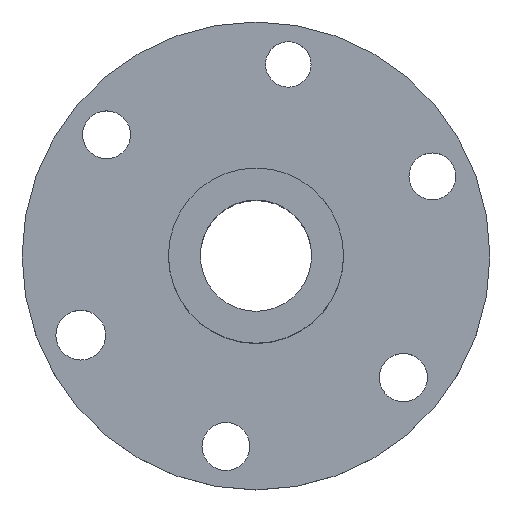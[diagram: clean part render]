
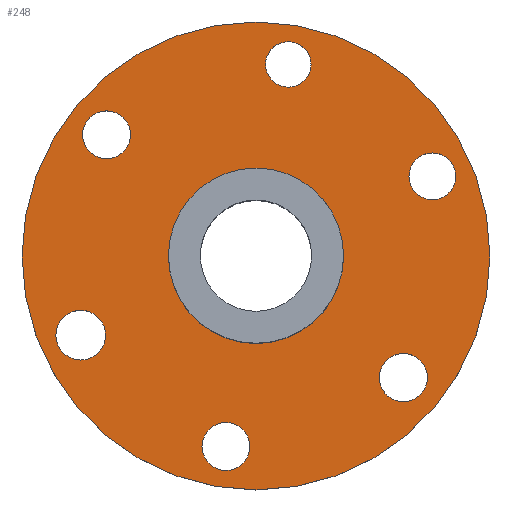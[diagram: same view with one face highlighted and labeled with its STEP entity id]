
A CAD part, top view. The second image highlights one B-rep face of the part: STEP entity #248.
In plain terms, the highlighted planar face has unit normal (0, 0, 1).
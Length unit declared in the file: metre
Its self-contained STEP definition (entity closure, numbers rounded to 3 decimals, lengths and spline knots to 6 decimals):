
#23=FACE_BOUND('',#59,.T.);
#24=FACE_BOUND('',#60,.T.);
#25=FACE_BOUND('',#61,.T.);
#26=FACE_BOUND('',#62,.T.);
#27=FACE_BOUND('',#63,.T.);
#28=FACE_BOUND('',#64,.T.);
#29=FACE_BOUND('',#65,.T.);
#39=PLANE('',#280);
#44=FACE_OUTER_BOUND('',#58,.T.);
#58=EDGE_LOOP('',(#181));
#59=EDGE_LOOP('',(#182));
#60=EDGE_LOOP('',(#183));
#61=EDGE_LOOP('',(#184));
#62=EDGE_LOOP('',(#185));
#63=EDGE_LOOP('',(#186));
#64=EDGE_LOOP('',(#187));
#65=EDGE_LOOP('',(#188));
#107=CIRCLE('',#278,0.0131);
#109=CIRCLE('',#281,0.035);
#110=CIRCLE('',#282,0.003578);
#111=CIRCLE('',#283,0.0034);
#112=CIRCLE('',#284,0.003606);
#113=CIRCLE('',#285,0.003579);
#114=CIRCLE('',#286,0.003718);
#115=CIRCLE('',#287,0.0035);
#127=VERTEX_POINT('',#399);
#129=VERTEX_POINT('',#405);
#130=VERTEX_POINT('',#407);
#131=VERTEX_POINT('',#409);
#132=VERTEX_POINT('',#411);
#133=VERTEX_POINT('',#413);
#134=VERTEX_POINT('',#415);
#135=VERTEX_POINT('',#417);
#147=EDGE_CURVE('',#127,#127,#107,.T.);
#150=EDGE_CURVE('',#129,#129,#109,.T.);
#151=EDGE_CURVE('',#130,#130,#110,.T.);
#152=EDGE_CURVE('',#131,#131,#111,.T.);
#153=EDGE_CURVE('',#132,#132,#112,.T.);
#154=EDGE_CURVE('',#133,#133,#113,.T.);
#155=EDGE_CURVE('',#134,#134,#114,.T.);
#156=EDGE_CURVE('',#135,#135,#115,.T.);
#181=ORIENTED_EDGE('',*,*,#150,.T.);
#182=ORIENTED_EDGE('',*,*,#147,.T.);
#183=ORIENTED_EDGE('',*,*,#151,.T.);
#184=ORIENTED_EDGE('',*,*,#152,.T.);
#185=ORIENTED_EDGE('',*,*,#153,.T.);
#186=ORIENTED_EDGE('',*,*,#154,.T.);
#187=ORIENTED_EDGE('',*,*,#155,.T.);
#188=ORIENTED_EDGE('',*,*,#156,.T.);
#248=ADVANCED_FACE('',(#44,#23,#24,#25,#26,#27,#28,#29),#39,.T.);
#278=AXIS2_PLACEMENT_3D('',#400,#318,#319);
#280=AXIS2_PLACEMENT_3D('',#404,#323,#324);
#281=AXIS2_PLACEMENT_3D('',#406,#325,#326);
#282=AXIS2_PLACEMENT_3D('',#408,#327,#328);
#283=AXIS2_PLACEMENT_3D('',#410,#329,#330);
#284=AXIS2_PLACEMENT_3D('',#412,#331,#332);
#285=AXIS2_PLACEMENT_3D('',#414,#333,#334);
#286=AXIS2_PLACEMENT_3D('',#416,#335,#336);
#287=AXIS2_PLACEMENT_3D('',#418,#337,#338);
#318=DIRECTION('center_axis',(0.,0.,-1.));
#319=DIRECTION('ref_axis',(1.,0.,0.));
#323=DIRECTION('center_axis',(0.,0.,1.));
#324=DIRECTION('ref_axis',(1.,0.,0.));
#325=DIRECTION('center_axis',(0.,0.,1.));
#326=DIRECTION('ref_axis',(1.,0.,0.));
#327=DIRECTION('center_axis',(0.,0.,-1.));
#328=DIRECTION('ref_axis',(-1.,0.,0.));
#329=DIRECTION('center_axis',(0.,0.,-1.));
#330=DIRECTION('ref_axis',(-1.,0.,0.));
#331=DIRECTION('center_axis',(0.,0.,-1.));
#332=DIRECTION('ref_axis',(-1.,0.,0.));
#333=DIRECTION('center_axis',(0.,0.,-1.));
#334=DIRECTION('ref_axis',(-1.,0.,0.));
#335=DIRECTION('center_axis',(0.,0.,-1.));
#336=DIRECTION('ref_axis',(-1.,0.,0.));
#337=DIRECTION('center_axis',(0.,0.,-1.));
#338=DIRECTION('ref_axis',(-1.,0.,0.));
#399=CARTESIAN_POINT('',(-0.0131,0.,0.005));
#400=CARTESIAN_POINT('Origin',(0.,0.,0.005));
#404=CARTESIAN_POINT('Origin',(0.,0.,0.005));
#405=CARTESIAN_POINT('',(-0.035,0.,0.005));
#406=CARTESIAN_POINT('Origin',(0.,0.,0.005));
#407=CARTESIAN_POINT('',(-0.000922,-0.0285,0.005));
#408=CARTESIAN_POINT('Origin',(-0.0045,-0.0285,
0.005));
#409=CARTESIAN_POINT('',(0.008237,0.028657,0.005));
#410=CARTESIAN_POINT('Origin',(0.004838,0.028657,0.005));
#411=CARTESIAN_POINT('',(0.025643,-0.018196,0.005));
#412=CARTESIAN_POINT('Origin',(0.022038,-0.018196,0.005));
#413=CARTESIAN_POINT('',(-0.018775,0.018125,0.005));
#414=CARTESIAN_POINT('Origin',(-0.022355,0.018125,0.005));
#415=CARTESIAN_POINT('',(-0.022505,-0.011851,0.005));
#416=CARTESIAN_POINT('Origin',(-0.026224,-0.011851,
0.005));
#417=CARTESIAN_POINT('',(0.029885,0.011914,0.005));
#418=CARTESIAN_POINT('Origin',(0.026385,0.011914,0.005));
